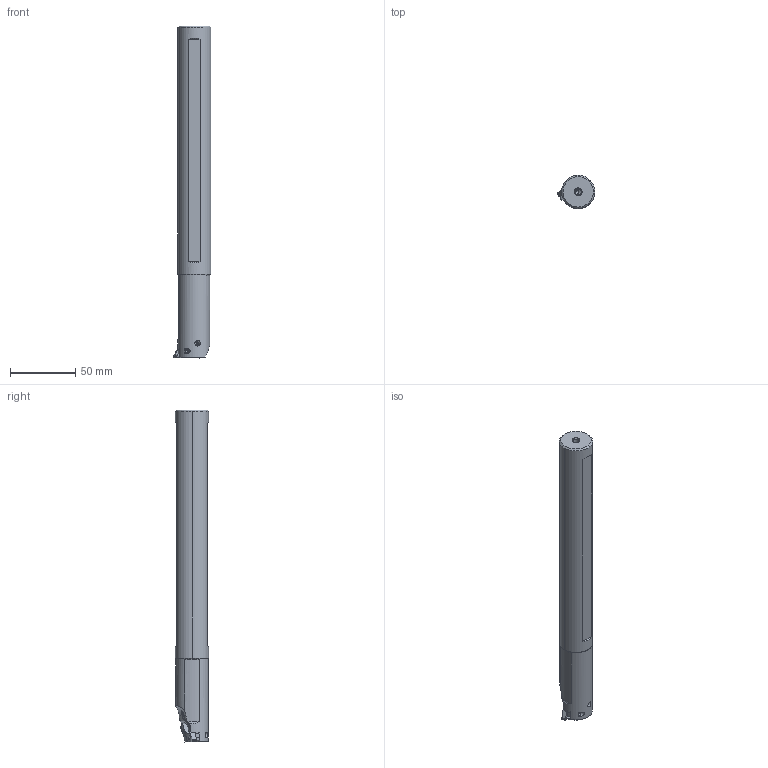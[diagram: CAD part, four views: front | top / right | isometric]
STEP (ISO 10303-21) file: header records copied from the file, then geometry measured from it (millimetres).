
FILE_DESCRIPTION(/* description */ (''),/* implementation_level */ '2;1');
FILE_NAME(/* name */ 'MMTIR163-1_15-1_5-C_100ISO-S.stp',/* time_stamp */ '2023-02-08T14:08:21+09:00',/* author */ (''),/* organization */ (''),/* preprocessor_version */ 'ST-DEVELOPER v16',/* originating_system */ 'SIEMENS PLM Software NX 10.0',/* authorisation */ '');
FILE_SCHEMA (('AUTOMOTIVE_DESIGN { 1 0 10303 214 3 1 1 1 }'));
Length unit declared in the file: millimetre
Products named in the file (1): MMTIR163-1_15-1_5-C_100ISO-S_ASM
Bounding box: 28.83 x 25.4 x 254.15 mm (x, y, z)
Volume: 117316.8 mm3; surface area: 26047.3 mm2
Topology: 2 solids, 3 shells, 294 faces, 907 edges, 642 vertices
Faces by surface type: plane 128, cylinder 111, cone 40, torus 15
Entity records: 12965 total; most frequent: CARTESIAN_POINT 2735, DIRECTION 1769, ORIENTED_EDGE 1742, EDGE_CURVE 871, AXIS2_PLACEMENT_3D 679, VERTEX_POINT 581, LINE 411, VECTOR 411
